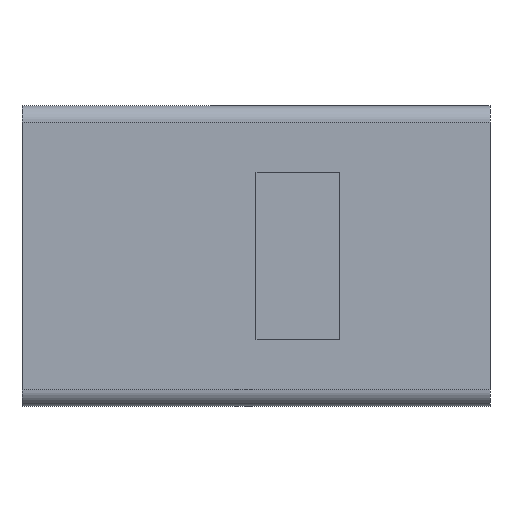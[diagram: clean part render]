
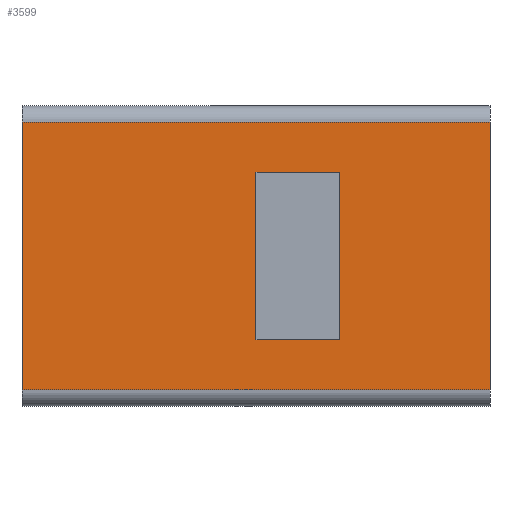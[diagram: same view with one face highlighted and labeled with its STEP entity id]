
A CAD part, front view. The second image highlights one B-rep face of the part: STEP entity #3599.
In plain terms, the highlighted planar face has unit normal (0, -1, 0).
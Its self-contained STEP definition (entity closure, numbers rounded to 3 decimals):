
#190 = DIRECTION ( 'NONE',  ( 0., 0., -1. ) ) ;
#254 = ORIENTED_EDGE ( 'NONE', *, *, #6758, .F. ) ;
#303 = DIRECTION ( 'NONE',  ( 0., 0., -1. ) ) ;
#732 = CARTESIAN_POINT ( 'NONE',  ( -26.303, 0., -23.603 ) ) ;
#771 = PLANE ( 'NONE',  #4045 ) ;
#873 = CARTESIAN_POINT ( 'NONE',  ( 0., 0., -26.603 ) ) ;
#928 = CARTESIAN_POINT ( 'NONE',  ( -21.303, 0., -13.603 ) ) ;
#1102 = VERTEX_POINT ( 'NONE', #3775 ) ;
#1344 = CARTESIAN_POINT ( 'NONE',  ( 0., 0., 0. ) ) ;
#1436 = DIRECTION ( 'NONE',  ( 1., 0., 0. ) ) ;
#1576 = EDGE_CURVE ( 'NONE', #1644, #6970, #6117, .T. ) ;
#1625 = EDGE_CURVE ( 'NONE', #1102, #4104, #5757, .T. ) ;
#1644 = VERTEX_POINT ( 'NONE', #928 ) ;
#1714 = FACE_BOUND ( 'NONE', #5347, .T. ) ;
#1837 = DIRECTION ( 'NONE',  ( 0., 0., 1. ) ) ;
#1892 = DIRECTION ( 'NONE',  ( 0., 1., 0. ) ) ;
#1920 = EDGE_CURVE ( 'NONE', #1102, #3992, #6974, .T. ) ;
#1966 = CARTESIAN_POINT ( 'NONE',  ( -12.303, 0., -10.603 ) ) ;
#2004 = ORIENTED_EDGE ( 'NONE', *, *, #1920, .F. ) ;
#2379 = ORIENTED_EDGE ( 'NONE', *, *, #2937, .F. ) ;
#2419 = EDGE_CURVE ( 'NONE', #6970, #3338, #5838, .T. ) ;
#2498 = CARTESIAN_POINT ( 'NONE',  ( -21.303, 0., -23.603 ) ) ;
#2501 = DIRECTION ( 'NONE',  ( -1., 0., 0. ) ) ;
#2608 = VECTOR ( 'NONE', #190, 1000. ) ;
#2809 = VECTOR ( 'NONE', #1436, 1000. ) ;
#2937 = EDGE_CURVE ( 'NONE', #3338, #5949, #6674, .T. ) ;
#2952 = EDGE_CURVE ( 'NONE', #5134, #4104, #5208, .T. ) ;
#3047 = DIRECTION ( 'NONE',  ( -1., 0., 0. ) ) ;
#3152 = ORIENTED_EDGE ( 'NONE', *, *, #2952, .F. ) ;
#3338 = VERTEX_POINT ( 'NONE', #3891 ) ;
#3344 = LINE ( 'NONE', #5029, #6106 ) ;
#3353 = VECTOR ( 'NONE', #2501, 1000. ) ;
#3428 = VECTOR ( 'NONE', #3047, 1000. ) ;
#3479 = ORIENTED_EDGE ( 'NONE', *, *, #2419, .F. ) ;
#3599 = ADVANCED_FACE ( 'NONE', ( #1714, #4701 ), #771, .F. ) ;
#3775 = CARTESIAN_POINT ( 'NONE',  ( -40.303, 0., -26.603 ) ) ;
#3891 = CARTESIAN_POINT ( 'NONE',  ( -26.303, 0., -23.603 ) ) ;
#3992 = VERTEX_POINT ( 'NONE', #5814 ) ;
#4045 = AXIS2_PLACEMENT_3D ( 'NONE', #1344, #1892, #5789 ) ;
#4091 = CARTESIAN_POINT ( 'NONE',  ( -40.303, 0., -9.603 ) ) ;
#4104 = VERTEX_POINT ( 'NONE', #5978 ) ;
#4397 = VECTOR ( 'NONE', #303, 1000. ) ;
#4517 = DIRECTION ( 'NONE',  ( 0., 0., 1. ) ) ;
#4645 = DIRECTION ( 'NONE',  ( 1., 0., 0. ) ) ;
#4701 = FACE_OUTER_BOUND ( 'NONE', #6640, .T. ) ;
#5029 = CARTESIAN_POINT ( 'NONE',  ( -21.303, 0., -23.603 ) ) ;
#5098 = ORIENTED_EDGE ( 'NONE', *, *, #1576, .F. ) ;
#5134 = VERTEX_POINT ( 'NONE', #1966 ) ;
#5208 = LINE ( 'NONE', #5737, #2608 ) ;
#5277 = CARTESIAN_POINT ( 'NONE',  ( -26.303, 0., -13.603 ) ) ;
#5347 = EDGE_LOOP ( 'NONE', ( #5098, #254, #2379, #3479 ) ) ;
#5397 = VECTOR ( 'NONE', #4645, 1000. ) ;
#5503 = VECTOR ( 'NONE', #1837, 1000. ) ;
#5737 = CARTESIAN_POINT ( 'NONE',  ( -12.303, 0., -22.603 ) ) ;
#5757 = LINE ( 'NONE', #873, #2809 ) ;
#5775 = CARTESIAN_POINT ( 'NONE',  ( -26.303, 0., -13.603 ) ) ;
#5789 = DIRECTION ( 'NONE',  ( 0., 0., 1. ) ) ;
#5814 = CARTESIAN_POINT ( 'NONE',  ( -40.303, 0., -10.603 ) ) ;
#5817 = ORIENTED_EDGE ( 'NONE', *, *, #1625, .T. ) ;
#5832 = CARTESIAN_POINT ( 'NONE',  ( -21.303, 0., -13.603 ) ) ;
#5838 = LINE ( 'NONE', #5277, #4397 ) ;
#5949 = VERTEX_POINT ( 'NONE', #2498 ) ;
#5978 = CARTESIAN_POINT ( 'NONE',  ( -12.303, 0., -26.603 ) ) ;
#6106 = VECTOR ( 'NONE', #4517, 1000. ) ;
#6117 = LINE ( 'NONE', #5832, #3353 ) ;
#6185 = LINE ( 'NONE', #6355, #3428 ) ;
#6355 = CARTESIAN_POINT ( 'NONE',  ( -40.303, 0., -10.603 ) ) ;
#6640 = EDGE_LOOP ( 'NONE', ( #3152, #7087, #2004, #5817 ) ) ;
#6674 = LINE ( 'NONE', #732, #5397 ) ;
#6758 = EDGE_CURVE ( 'NONE', #5949, #1644, #3344, .T. ) ;
#6970 = VERTEX_POINT ( 'NONE', #5775 ) ;
#6974 = LINE ( 'NONE', #4091, #5503 ) ;
#7002 = EDGE_CURVE ( 'NONE', #5134, #3992, #6185, .T. ) ;
#7087 = ORIENTED_EDGE ( 'NONE', *, *, #7002, .T. ) ;
